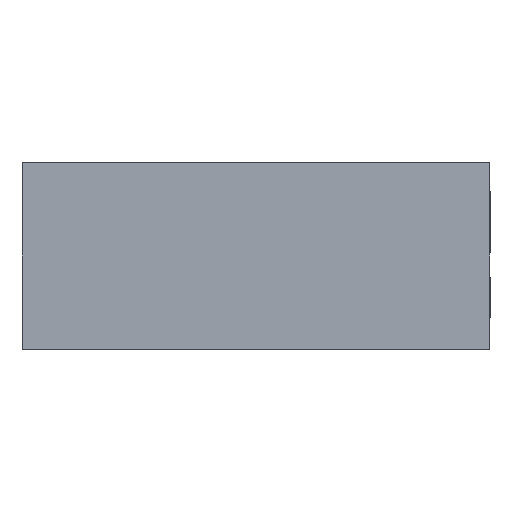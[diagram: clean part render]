
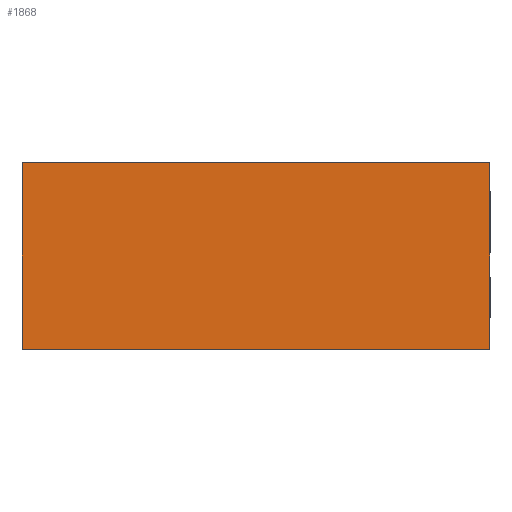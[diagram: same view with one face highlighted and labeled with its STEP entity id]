
A CAD part, front view. The second image highlights one B-rep face of the part: STEP entity #1868.
In plain terms, the highlighted free-form (B-spline) face has degree [1, 1] with [2, 2] control points.
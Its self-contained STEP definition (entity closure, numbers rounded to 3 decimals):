
#379 = VERTEX_POINT('',#380);
#380 = CARTESIAN_POINT('',(64.679,-34.176,
    -42.683));
#387 = EDGE_CURVE('',#388,#379,#390,.T.);
#388 = VERTEX_POINT('',#389);
#389 = CARTESIAN_POINT('',(-78.409,-34.176,-42.683
    ));
#390 = B_SPLINE_CURVE_WITH_KNOTS('',1,(#391,#392),.UNSPECIFIED.,.F.,.F.,
  (2,2),(0.,176.),.PIECEWISE_BEZIER_KNOTS.);
#391 = CARTESIAN_POINT('',(-78.409,-34.176,-42.683
    ));
#392 = CARTESIAN_POINT('',(64.679,-34.176,
    -42.683));
#1868 = ADVANCED_FACE('',(#1869),#1891,.T.);
#1869 = FACE_BOUND('',#1870,.T.);
#1870 = EDGE_LOOP('',(#1871,#1878,#1885,#1890));
#1871 = ORIENTED_EDGE('',*,*,#1872,.F.);
#1872 = EDGE_CURVE('',#1873,#379,#1875,.T.);
#1873 = VERTEX_POINT('',#1874);
#1874 = CARTESIAN_POINT('',(64.679,-34.176,
    14.228));
#1875 = B_SPLINE_CURVE_WITH_KNOTS('',1,(#1876,#1877),.UNSPECIFIED.,.F.,
  .F.,(2,2),(-35.,35.),.PIECEWISE_BEZIER_KNOTS.);
#1876 = CARTESIAN_POINT('',(64.679,-34.176,
    14.228));
#1877 = CARTESIAN_POINT('',(64.679,-34.176,
    -42.683));
#1878 = ORIENTED_EDGE('',*,*,#1879,.F.);
#1879 = EDGE_CURVE('',#1880,#1873,#1882,.T.);
#1880 = VERTEX_POINT('',#1881);
#1881 = CARTESIAN_POINT('',(-78.409,-34.176,
    14.228));
#1882 = B_SPLINE_CURVE_WITH_KNOTS('',1,(#1883,#1884),.UNSPECIFIED.,.F.,
  .F.,(2,2),(0.,176.),.PIECEWISE_BEZIER_KNOTS.);
#1883 = CARTESIAN_POINT('',(-78.409,-34.176,
    14.228));
#1884 = CARTESIAN_POINT('',(64.679,-34.176,
    14.228));
#1885 = ORIENTED_EDGE('',*,*,#1886,.F.);
#1886 = EDGE_CURVE('',#388,#1880,#1887,.T.);
#1887 = B_SPLINE_CURVE_WITH_KNOTS('',1,(#1888,#1889),.UNSPECIFIED.,.F.,
  .F.,(2,2),(-35.,35.),.PIECEWISE_BEZIER_KNOTS.);
#1888 = CARTESIAN_POINT('',(-78.409,-34.176,
    -42.683));
#1889 = CARTESIAN_POINT('',(-78.409,-34.176,
    14.228));
#1890 = ORIENTED_EDGE('',*,*,#387,.T.);
#1891 = B_SPLINE_SURFACE_WITH_KNOTS('',1,1,(
    (#1892,#1893)
    ,(#1894,#1895
    )),.UNSPECIFIED.,.F.,.F.,.F.,(2,2),(2,2),(0.,176.),(-35.,35.),
  .PIECEWISE_BEZIER_KNOTS.);
#1892 = CARTESIAN_POINT('',(-78.409,-34.176,
    -42.683));
#1893 = CARTESIAN_POINT('',(-78.409,-34.176,
    14.228));
#1894 = CARTESIAN_POINT('',(64.679,-34.176,
    -42.683));
#1895 = CARTESIAN_POINT('',(64.679,-34.176,
    14.228));
